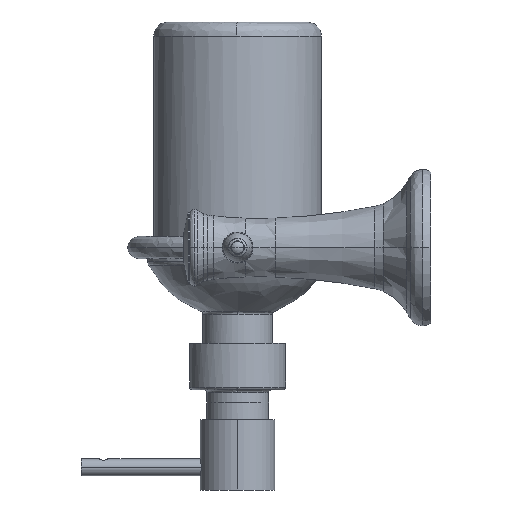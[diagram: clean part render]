
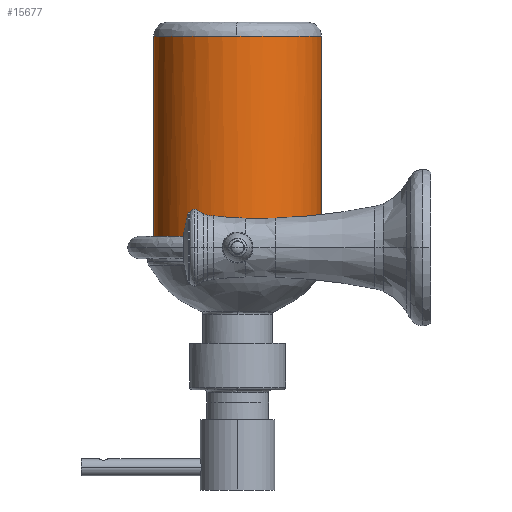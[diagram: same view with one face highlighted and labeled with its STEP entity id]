
A CAD part, left-side view. The second image highlights one B-rep face of the part: STEP entity #15677.
In plain terms, the highlighted cylindrical face has radius 29.8 mm (diameter 59.6 mm), a partial arc.
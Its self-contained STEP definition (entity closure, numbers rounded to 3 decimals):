
#307 = ORIENTED_EDGE ( 'NONE', *, *, #5323, .T. ) ;
#953 = VERTEX_POINT ( 'NONE', #11752 ) ;
#1381 = DIRECTION ( 'NONE',  ( 0., -1., 0. ) ) ;
#1409 = DIRECTION ( 'NONE',  ( 0., 1., 0. ) ) ;
#1949 = CARTESIAN_POINT ( 'NONE',  ( 0., 82.099, 29.8 ) ) ;
#2284 = LINE ( 'NONE', #9448, #18745 ) ;
#3454 = VECTOR ( 'NONE', #11205, 1000. ) ;
#3581 = DIRECTION ( 'NONE',  ( 0., -1., 0. ) ) ;
#3732 = AXIS2_PLACEMENT_3D ( 'NONE', #17895, #1409, #19533 ) ;
#3972 = ORIENTED_EDGE ( 'NONE', *, *, #15526, .T. ) ;
#4328 = ORIENTED_EDGE ( 'NONE', *, *, #18718, .T. ) ;
#4353 = CIRCLE ( 'NONE', #12244, 29.8 ) ;
#4410 = CARTESIAN_POINT ( 'NONE',  ( 0., 5., 0. ) ) ;
#5323 = EDGE_CURVE ( 'NONE', #14096, #15603, #4353, .T. ) ;
#7028 = ORIENTED_EDGE ( 'NONE', *, *, #17404, .T. ) ;
#7055 = VERTEX_POINT ( 'NONE', #9229 ) ;
#7575 = FACE_OUTER_BOUND ( 'NONE', #18975, .T. ) ;
#8236 = CIRCLE ( 'NONE', #18040, 29.8 ) ;
#8898 = CIRCLE ( 'NONE', #22062, 29.8 ) ;
#9229 = CARTESIAN_POINT ( 'NONE',  ( 0., 5., -29.8 ) ) ;
#9448 = CARTESIAN_POINT ( 'NONE',  ( 0., 124.95, 29.8 ) ) ;
#9504 = DIRECTION ( 'NONE',  ( 0., -1., 0. ) ) ;
#10169 = ORIENTED_EDGE ( 'NONE', *, *, #11959, .T. ) ;
#10878 = DIRECTION ( 'NONE',  ( 0., -1., 0. ) ) ;
#11158 = CARTESIAN_POINT ( 'NONE',  ( 0., 82.099, 0. ) ) ;
#11205 = DIRECTION ( 'NONE',  ( 0., -1., 0. ) ) ;
#11580 = DIRECTION ( 'NONE',  ( 0., 1., 0. ) ) ;
#11593 = CIRCLE ( 'NONE', #3732, 29.8 ) ;
#11707 = DIRECTION ( 'NONE',  ( 0., 0., -1. ) ) ;
#11752 = CARTESIAN_POINT ( 'NONE',  ( -29.799, 5., 0.23 ) ) ;
#11959 = EDGE_CURVE ( 'NONE', #15603, #7055, #14845, .T. ) ;
#12244 = AXIS2_PLACEMENT_3D ( 'NONE', #11158, #9504, #16339 ) ;
#12340 = CARTESIAN_POINT ( 'NONE',  ( 0., 5., 29.8 ) ) ;
#14096 = VERTEX_POINT ( 'NONE', #15209 ) ;
#14287 = CARTESIAN_POINT ( 'NONE',  ( 0., 124.95, 0. ) ) ;
#14751 = DIRECTION ( 'NONE',  ( 0., 0., -1. ) ) ;
#14845 = LINE ( 'NONE', #22041, #3454 ) ;
#15209 = CARTESIAN_POINT ( 'NONE',  ( -29.799, 82.099, -0.221 ) ) ;
#15497 = CARTESIAN_POINT ( 'NONE',  ( 0., 82.099, 0. ) ) ;
#15526 = EDGE_CURVE ( 'NONE', #953, #18318, #8898, .T. ) ;
#15603 = VERTEX_POINT ( 'NONE', #17590 ) ;
#15677 = ADVANCED_FACE ( 'NONE', ( #7575 ), #16055, .T. ) ;
#16055 = CYLINDRICAL_SURFACE ( 'NONE', #23134, 29.8 ) ;
#16339 = DIRECTION ( 'NONE',  ( 0., 0., -1. ) ) ;
#17404 = EDGE_CURVE ( 'NONE', #7055, #953, #11593, .T. ) ;
#17590 = CARTESIAN_POINT ( 'NONE',  ( 0., 82.099, -29.8 ) ) ;
#17895 = CARTESIAN_POINT ( 'NONE',  ( 0., 5., 0. ) ) ;
#17941 = EDGE_CURVE ( 'NONE', #22967, #18318, #2284, .T. ) ;
#18040 = AXIS2_PLACEMENT_3D ( 'NONE', #15497, #1381, #22571 ) ;
#18318 = VERTEX_POINT ( 'NONE', #12340 ) ;
#18718 = EDGE_CURVE ( 'NONE', #22967, #14096, #8236, .T. ) ;
#18745 = VECTOR ( 'NONE', #3581, 1000. ) ;
#18975 = EDGE_LOOP ( 'NONE', ( #20201, #4328, #307, #10169, #7028, #3972 ) ) ;
#19533 = DIRECTION ( 'NONE',  ( 0., 0., -1. ) ) ;
#20201 = ORIENTED_EDGE ( 'NONE', *, *, #17941, .F. ) ;
#22041 = CARTESIAN_POINT ( 'NONE',  ( 0., 124.95, -29.8 ) ) ;
#22062 = AXIS2_PLACEMENT_3D ( 'NONE', #4410, #11580, #11707 ) ;
#22571 = DIRECTION ( 'NONE',  ( 0., 0., -1. ) ) ;
#22967 = VERTEX_POINT ( 'NONE', #1949 ) ;
#23134 = AXIS2_PLACEMENT_3D ( 'NONE', #14287, #10878, #14751 ) ;
